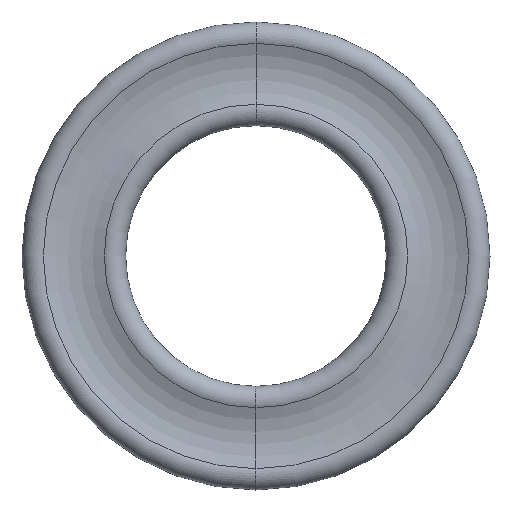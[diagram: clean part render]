
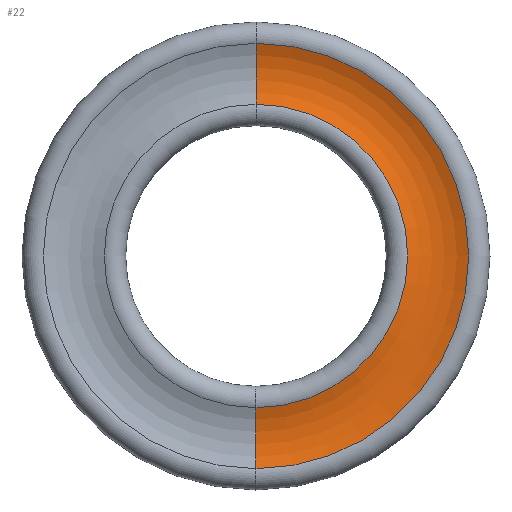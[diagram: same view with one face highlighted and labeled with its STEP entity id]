
A CAD part, left-side view. The second image highlights one B-rep face of the part: STEP entity #22.
In plain terms, the highlighted toroidal (fillet/blend) face has major radius 3.124 mm and minor radius 1.288 mm.
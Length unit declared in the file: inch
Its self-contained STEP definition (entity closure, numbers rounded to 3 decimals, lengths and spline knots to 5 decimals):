
#16 = ORIENTED_EDGE ( 'NONE', *, *, #231, .F. ) ;
#22 = ADVANCED_FACE ( 'NONE', ( #185 ), #576, .F. ) ;
#39 = DIRECTION ( 'NONE',  ( 0., 0., -1. ) ) ;
#40 = CARTESIAN_POINT ( 'NONE',  ( -0.03412, 0., 0.14359 ) ) ;
#55 = CARTESIAN_POINT ( 'NONE',  ( -0.03412, 0., 0. ) ) ;
#56 = DIRECTION ( 'NONE',  ( 0., 0., 1. ) ) ;
#57 = CIRCLE ( 'NONE', #566, 0.10241 ) ;
#98 = DIRECTION ( 'NONE',  ( 0., 0., 1. ) ) ;
#112 = CIRCLE ( 'NONE', #346, 0.05071 ) ;
#139 = EDGE_CURVE ( 'NONE', #526, #166, #112, .T. ) ;
#152 = DIRECTION ( 'NONE',  ( 0., 0., 1. ) ) ;
#166 = VERTEX_POINT ( 'NONE', #40 ) ;
#170 = EDGE_CURVE ( 'NONE', #347, #166, #294, .T. ) ;
#176 = DIRECTION ( 'NONE',  ( 0., 0., 1. ) ) ;
#185 = FACE_OUTER_BOUND ( 'NONE', #453, .T. ) ;
#208 = EDGE_CURVE ( 'NONE', #525, #347, #631, .T. ) ;
#212 = ORIENTED_EDGE ( 'NONE', *, *, #139, .F. ) ;
#213 = CARTESIAN_POINT ( 'NONE',  ( -0.03412, 0., 0. ) ) ;
#231 = EDGE_CURVE ( 'NONE', #525, #526, #57, .T. ) ;
#234 = CARTESIAN_POINT ( 'NONE',  ( -0.03412, 0., -0.14359 ) ) ;
#256 = DIRECTION ( 'NONE',  ( 0., 1., 0. ) ) ;
#268 = CARTESIAN_POINT ( 'NONE',  ( -0.03412, 0., -0.10241 ) ) ;
#277 = AXIS2_PLACEMENT_3D ( 'NONE', #638, #635, #176 ) ;
#289 = CARTESIAN_POINT ( 'NONE',  ( -0.03412, 0., 0.10241 ) ) ;
#294 = CIRCLE ( 'NONE', #440, 0.14359 ) ;
#312 = DIRECTION ( 'NONE',  ( -1., 0., 0. ) ) ;
#346 = AXIS2_PLACEMENT_3D ( 'NONE', #607, #351, #39 ) ;
#347 = VERTEX_POINT ( 'NONE', #234 ) ;
#351 = DIRECTION ( 'NONE',  ( 0., -1., 0. ) ) ;
#388 = ORIENTED_EDGE ( 'NONE', *, *, #170, .T. ) ;
#421 = CARTESIAN_POINT ( 'NONE',  ( -0.08046, 0., -0.123 ) ) ;
#440 = AXIS2_PLACEMENT_3D ( 'NONE', #213, #664, #98 ) ;
#453 = EDGE_LOOP ( 'NONE', ( #16, #539, #388, #212 ) ) ;
#525 = VERTEX_POINT ( 'NONE', #268 ) ;
#526 = VERTEX_POINT ( 'NONE', #289 ) ;
#539 = ORIENTED_EDGE ( 'NONE', *, *, #208, .T. ) ;
#566 = AXIS2_PLACEMENT_3D ( 'NONE', #55, #312, #56 ) ;
#576 = TOROIDAL_SURFACE ( 'NONE', #277, 0.123, 0.05071 ) ;
#607 = CARTESIAN_POINT ( 'NONE',  ( -0.08046, 0., 0.123 ) ) ;
#610 = AXIS2_PLACEMENT_3D ( 'NONE', #421, #256, #152 ) ;
#631 = CIRCLE ( 'NONE', #610, 0.05071 ) ;
#635 = DIRECTION ( 'NONE',  ( -1., 0., 0. ) ) ;
#638 = CARTESIAN_POINT ( 'NONE',  ( -0.08046, 0., 0. ) ) ;
#664 = DIRECTION ( 'NONE',  ( -1., 0., 0. ) ) ;
